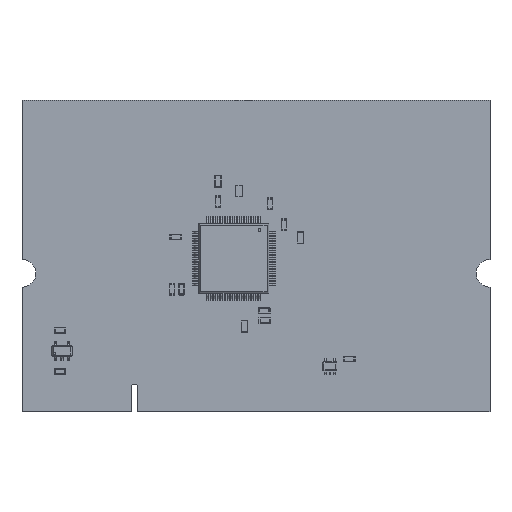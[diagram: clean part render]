
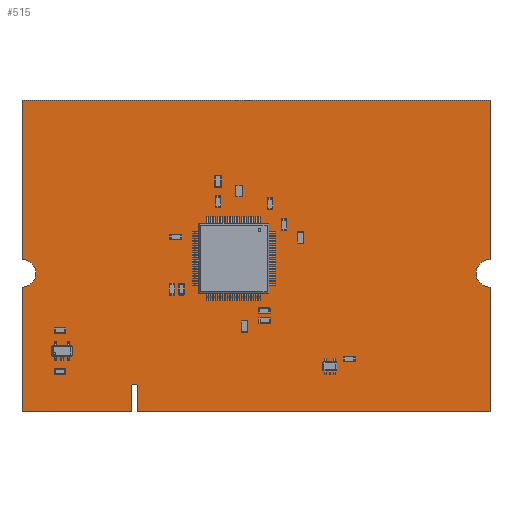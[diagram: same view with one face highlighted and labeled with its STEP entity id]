
A CAD part, top view. The second image highlights one B-rep face of the part: STEP entity #515.
In plain terms, the highlighted planar face has unit normal (0, 0, 1).
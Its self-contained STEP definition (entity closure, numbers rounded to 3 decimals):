
#124 = VERTEX_POINT('',#125);
#125 = CARTESIAN_POINT('',(0.,0.,1.534));
#131 = EDGE_CURVE('',#124,#132,#134,.T.);
#132 = VERTEX_POINT('',#133);
#133 = CARTESIAN_POINT('',(0.,18.,1.534));
#134 = LINE('',#135,#136);
#135 = CARTESIAN_POINT('',(0.,0.,1.534));
#136 = VECTOR('',#137,1.);
#137 = DIRECTION('',(0.,1.,0.));
#162 = EDGE_CURVE('',#132,#163,#165,.T.);
#163 = VERTEX_POINT('',#164);
#164 = CARTESIAN_POINT('',(0.,22.,1.534));
#165 = CIRCLE('',#166,2.);
#166 = AXIS2_PLACEMENT_3D('',#167,#168,#169);
#167 = CARTESIAN_POINT('',(0.,20.,1.534));
#168 = DIRECTION('',(0.,0.,1.));
#169 = DIRECTION('',(0.,-1.,0.));
#195 = EDGE_CURVE('',#163,#196,#198,.T.);
#196 = VERTEX_POINT('',#197);
#197 = CARTESIAN_POINT('',(0.,45.,1.534));
#198 = LINE('',#199,#200);
#199 = CARTESIAN_POINT('',(0.,22.,1.534));
#200 = VECTOR('',#201,1.);
#201 = DIRECTION('',(0.,1.,0.));
#226 = EDGE_CURVE('',#196,#227,#229,.T.);
#227 = VERTEX_POINT('',#228);
#228 = CARTESIAN_POINT('',(67.6,45.,1.534));
#229 = LINE('',#230,#231);
#230 = CARTESIAN_POINT('',(0.,45.,1.534));
#231 = VECTOR('',#232,1.);
#232 = DIRECTION('',(1.,0.,0.));
#257 = EDGE_CURVE('',#227,#258,#260,.T.);
#258 = VERTEX_POINT('',#259);
#259 = CARTESIAN_POINT('',(67.6,22.,1.534));
#260 = LINE('',#261,#262);
#261 = CARTESIAN_POINT('',(67.6,45.,1.534));
#262 = VECTOR('',#263,1.);
#263 = DIRECTION('',(0.,-1.,0.));
#288 = EDGE_CURVE('',#258,#289,#291,.T.);
#289 = VERTEX_POINT('',#290);
#290 = CARTESIAN_POINT('',(67.6,18.,1.534));
#291 = CIRCLE('',#292,2.);
#292 = AXIS2_PLACEMENT_3D('',#293,#294,#295);
#293 = CARTESIAN_POINT('',(67.6,20.,1.534));
#294 = DIRECTION('',(0.,0.,1.));
#295 = DIRECTION('',(0.,1.,0.));
#321 = EDGE_CURVE('',#289,#322,#324,.T.);
#322 = VERTEX_POINT('',#323);
#323 = CARTESIAN_POINT('',(67.6,0.,1.534));
#324 = LINE('',#325,#326);
#325 = CARTESIAN_POINT('',(67.6,18.,1.534));
#326 = VECTOR('',#327,1.);
#327 = DIRECTION('',(0.,-1.,0.));
#352 = EDGE_CURVE('',#322,#353,#355,.T.);
#353 = VERTEX_POINT('',#354);
#354 = CARTESIAN_POINT('',(16.75,0.,1.534));
#355 = LINE('',#356,#357);
#356 = CARTESIAN_POINT('',(67.6,0.,1.534));
#357 = VECTOR('',#358,1.);
#358 = DIRECTION('',(-1.,0.,0.));
#383 = EDGE_CURVE('',#353,#384,#386,.T.);
#384 = VERTEX_POINT('',#385);
#385 = CARTESIAN_POINT('',(16.75,3.5,1.534));
#386 = LINE('',#387,#388);
#387 = CARTESIAN_POINT('',(16.75,0.,1.534));
#388 = VECTOR('',#389,1.);
#389 = DIRECTION('',(0.,1.,0.));
#414 = EDGE_CURVE('',#384,#415,#417,.T.);
#415 = VERTEX_POINT('',#416);
#416 = CARTESIAN_POINT('',(15.75,3.5,1.534));
#417 = CIRCLE('',#418,0.5);
#418 = AXIS2_PLACEMENT_3D('',#419,#420,#421);
#419 = CARTESIAN_POINT('',(16.25,3.5,1.534));
#420 = DIRECTION('',(0.,0.,1.));
#421 = DIRECTION('',(1.,0.,0.));
#447 = EDGE_CURVE('',#415,#448,#450,.T.);
#448 = VERTEX_POINT('',#449);
#449 = CARTESIAN_POINT('',(15.75,0.,1.534));
#450 = LINE('',#451,#452);
#451 = CARTESIAN_POINT('',(15.75,3.5,1.534));
#452 = VECTOR('',#453,1.);
#453 = DIRECTION('',(0.,-1.,0.));
#478 = EDGE_CURVE('',#448,#124,#479,.T.);
#479 = LINE('',#480,#481);
#480 = CARTESIAN_POINT('',(15.75,0.,1.534));
#481 = VECTOR('',#482,1.);
#482 = DIRECTION('',(-1.,0.,0.));
#515 = ADVANCED_FACE('',(#516),#530,.T.);
#516 = FACE_BOUND('',#517,.F.);
#517 = EDGE_LOOP('',(#518,#519,#520,#521,#522,#523,#524,#525,#526,#527,
    #528,#529));
#518 = ORIENTED_EDGE('',*,*,#131,.T.);
#519 = ORIENTED_EDGE('',*,*,#162,.T.);
#520 = ORIENTED_EDGE('',*,*,#195,.T.);
#521 = ORIENTED_EDGE('',*,*,#226,.T.);
#522 = ORIENTED_EDGE('',*,*,#257,.T.);
#523 = ORIENTED_EDGE('',*,*,#288,.T.);
#524 = ORIENTED_EDGE('',*,*,#321,.T.);
#525 = ORIENTED_EDGE('',*,*,#352,.T.);
#526 = ORIENTED_EDGE('',*,*,#383,.T.);
#527 = ORIENTED_EDGE('',*,*,#414,.T.);
#528 = ORIENTED_EDGE('',*,*,#447,.T.);
#529 = ORIENTED_EDGE('',*,*,#478,.T.);
#530 = PLANE('',#531);
#531 = AXIS2_PLACEMENT_3D('',#532,#533,#534);
#532 = CARTESIAN_POINT('',(0.,0.,1.534));
#533 = DIRECTION('',(0.,0.,1.));
#534 = DIRECTION('',(1.,0.,0.));
